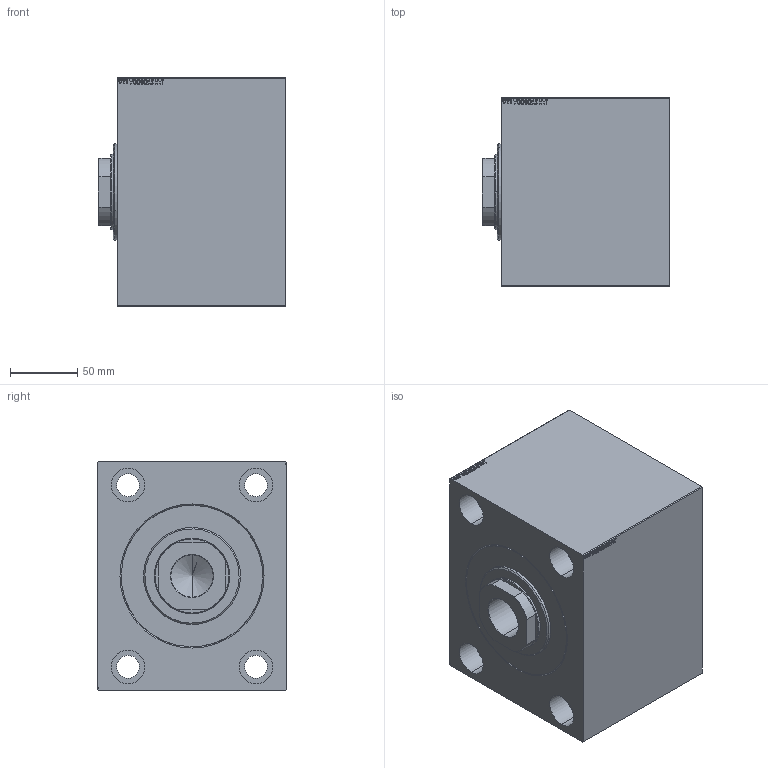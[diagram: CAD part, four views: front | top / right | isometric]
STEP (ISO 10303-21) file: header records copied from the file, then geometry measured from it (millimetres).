
FILE_DESCRIPTION (( 'STEP AP203' ), '1' );
FILE_NAME ('651a.STEP', '2024-02-11T17:21:42', ( '' ), ( '' ), 'SwSTEP 2.0', 'SolidWorks 2019', '' );
FILE_SCHEMA (( 'CONFIG_CONTROL_DESIGN' ));
Length unit declared in the file: millimetre
Products named in the file (4): 651a; V450CM_C_Body 5fd5dfa74056324b631c53f05438a5aa; V450CM_VC_B 5fd5dfa74056324b631c53f05438a5aa; V450CM_C_VCP 5fd5dfa74056324b631c53f05438a5aa
Assembly tree (3 placements, depth 2):
  651a
    V450CM_C_Body 5fd5dfa74056324b631c53f05438a5aa
    V450CM_C_VCP 5fd5dfa74056324b631c53f05438a5aa
    V450CM_VC_B 5fd5dfa74056324b631c53f05438a5aa
Bounding box: 139 x 140 x 170 mm (x, y, z)
Volume: 2762018.2 mm3; surface area: 231348.9 mm2
Topology: 3 solids, 3 shells, 863 faces, 2209 edges, 1465 vertices
Faces by surface type: plane 409, bspline 380, cylinder 60, cone 14
Entity records: 43987 total; most frequent: CARTESIAN_POINT 25107, ORIENTED_EDGE 4414, DIRECTION 2549, EDGE_CURVE 2207, VERTEX_POINT 1465, LINE 1303, VECTOR 1303, EDGE_LOOP 990
